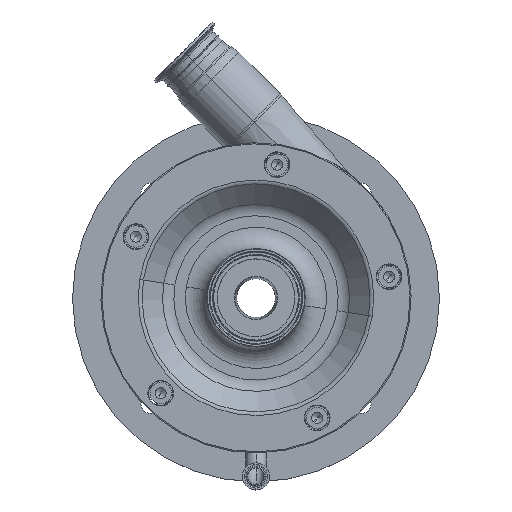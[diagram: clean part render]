
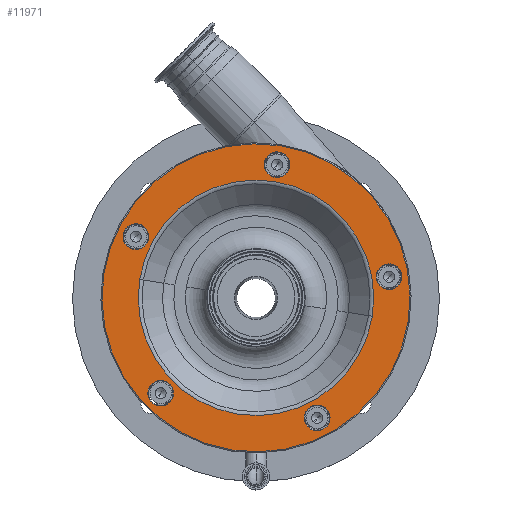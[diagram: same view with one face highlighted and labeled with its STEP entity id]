
A CAD part, top view. The second image highlights one B-rep face of the part: STEP entity #11971.
In plain terms, the highlighted planar face has unit normal (0, 0, 1).
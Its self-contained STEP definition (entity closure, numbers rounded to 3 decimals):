
#104 = VERTEX_POINT ( 'NONE', #7198 ) ;
#213 = DIRECTION ( 'NONE',  ( -0.988, 0.156, 0. ) ) ;
#257 = EDGE_CURVE ( 'NONE', #7174, #8234, #11530, .T. ) ;
#349 = AXIS2_PLACEMENT_3D ( 'NONE', #17052, #5486, #5300 ) ;
#484 = CARTESIAN_POINT ( 'NONE',  ( -89.095, -89.095, 326.5 ) ) ;
#639 = DIRECTION ( 'NONE',  ( 0., 0., 1. ) ) ;
#653 = EDGE_CURVE ( 'NONE', #13485, #15732, #13631, .T. ) ;
#654 = DIRECTION ( 'NONE',  ( 0., 0., 1. ) ) ;
#1134 = EDGE_CURVE ( 'NONE', #15068, #5282, #11246, .T. ) ;
#1158 = DIRECTION ( 'NONE',  ( 0., 0., 1. ) ) ;
#1163 = EDGE_CURVE ( 'NONE', #104, #13555, #8805, .T. ) ;
#1587 = DIRECTION ( 'NONE',  ( 0.988, -0.156, 0. ) ) ;
#1686 = DIRECTION ( 'NONE',  ( 0., 0., 1. ) ) ;
#1837 = AXIS2_PLACEMENT_3D ( 'NONE', #2171, #654, #13285 ) ;
#1987 = CARTESIAN_POINT ( 'NONE',  ( 22.527, 142.227, 326.5 ) ) ;
#2071 = AXIS2_PLACEMENT_3D ( 'NONE', #15274, #11112, #16891 ) ;
#2073 = FACE_BOUND ( 'NONE', #10869, .T. ) ;
#2124 = EDGE_LOOP ( 'NONE', ( #18094, #7971 ) ) ;
#2157 = CARTESIAN_POINT ( 'NONE',  ( 136.301, 17.834, 326.5 ) ) ;
#2171 = CARTESIAN_POINT ( 'NONE',  ( 124.449, 19.711, 326.5 ) ) ;
#2506 = ORIENTED_EDGE ( 'NONE', *, *, #14946, .T. ) ;
#2654 = VERTEX_POINT ( 'NONE', #15546 ) ;
#2819 = CARTESIAN_POINT ( 'NONE',  ( 0., 0., 326.5 ) ) ;
#2913 = DIRECTION ( 'NONE',  ( 0., 0., 1. ) ) ;
#3244 = EDGE_CURVE ( 'NONE', #5282, #15068, #16452, .T. ) ;
#3315 = CIRCLE ( 'NONE', #5461, 12. ) ;
#3815 = DIRECTION ( 'NONE',  ( 0.988, -0.156, 0. ) ) ;
#4062 = EDGE_CURVE ( 'NONE', #13555, #104, #15875, .T. ) ;
#4467 = EDGE_LOOP ( 'NONE', ( #14315, #18249 ) ) ;
#4703 = CARTESIAN_POINT ( 'NONE',  ( 31.563, 122.572, 326.5 ) ) ;
#4724 = EDGE_CURVE ( 'NONE', #11007, #14202, #8571, .T. ) ;
#4831 = FACE_BOUND ( 'NONE', #2124, .T. ) ;
#4868 = AXIS2_PLACEMENT_3D ( 'NONE', #8673, #10394, #5863 ) ;
#4926 = PLANE ( 'NONE',  #7247 ) ;
#4976 = CIRCLE ( 'NONE', #14668, 12. ) ;
#5282 = VERTEX_POINT ( 'NONE', #18436 ) ;
#5295 = CARTESIAN_POINT ( 'NONE',  ( 57.203, -112.267, 326.5 ) ) ;
#5300 = DIRECTION ( 'NONE',  ( 0.988, -0.156, 0. ) ) ;
#5461 = AXIS2_PLACEMENT_3D ( 'NONE', #18590, #18393, #14122 ) ;
#5486 = DIRECTION ( 'NONE',  ( 0., 0., 1. ) ) ;
#5718 = CIRCLE ( 'NONE', #18440, 144. ) ;
#5731 = CIRCLE ( 'NONE', #2071, 12. ) ;
#5818 = EDGE_CURVE ( 'NONE', #2654, #16071, #3315, .T. ) ;
#5863 = DIRECTION ( 'NONE',  ( 0.988, -0.156, 0. ) ) ;
#5887 = CARTESIAN_POINT ( 'NONE',  ( -124.119, 59.08, 326.5 ) ) ;
#6163 = ORIENTED_EDGE ( 'NONE', *, *, #3244, .F. ) ;
#6446 = CARTESIAN_POINT ( 'NONE',  ( -100.948, -87.218, 326.5 ) ) ;
#6786 = AXIS2_PLACEMENT_3D ( 'NONE', #16019, #13273, #10139 ) ;
#6869 = EDGE_CURVE ( 'NONE', #8234, #7174, #14860, .T. ) ;
#7174 = VERTEX_POINT ( 'NONE', #2157 ) ;
#7198 = CARTESIAN_POINT ( 'NONE',  ( 108.716, -17.219, 326.5 ) ) ;
#7247 = AXIS2_PLACEMENT_3D ( 'NONE', #1987, #12129, #213 ) ;
#7337 = AXIS2_PLACEMENT_3D ( 'NONE', #9037, #9131, #9313 ) ;
#7503 = ORIENTED_EDGE ( 'NONE', *, *, #14067, .F. ) ;
#7883 = AXIS2_PLACEMENT_3D ( 'NONE', #13072, #1686, #10204 ) ;
#7935 = VERTEX_POINT ( 'NONE', #6446 ) ;
#7971 = ORIENTED_EDGE ( 'NONE', *, *, #6869, .F. ) ;
#8050 = ORIENTED_EDGE ( 'NONE', *, *, #17746, .F. ) ;
#8099 = CARTESIAN_POINT ( 'NONE',  ( 45.351, -110.39, 326.5 ) ) ;
#8155 = CARTESIAN_POINT ( 'NONE',  ( -89.095, -89.095, 326.5 ) ) ;
#8234 = VERTEX_POINT ( 'NONE', #17165 ) ;
#8527 = EDGE_LOOP ( 'NONE', ( #7503, #17996 ) ) ;
#8568 = DIRECTION ( 'NONE',  ( 0., 0., 1. ) ) ;
#8571 = CIRCLE ( 'NONE', #9782, 12. ) ;
#8673 = CARTESIAN_POINT ( 'NONE',  ( 0., 0., 326.5 ) ) ;
#8805 = CIRCLE ( 'NONE', #4868, 110.071 ) ;
#8875 = CARTESIAN_POINT ( 'NONE',  ( 19.711, 124.449, 326.5 ) ) ;
#9037 = CARTESIAN_POINT ( 'NONE',  ( 57.203, -112.267, 326.5 ) ) ;
#9066 = ORIENTED_EDGE ( 'NONE', *, *, #11641, .F. ) ;
#9131 = DIRECTION ( 'NONE',  ( 0., 0., 1. ) ) ;
#9180 = DIRECTION ( 'NONE',  ( 0.988, -0.156, 0. ) ) ;
#9313 = DIRECTION ( 'NONE',  ( 0.988, -0.156, 0. ) ) ;
#9340 = DIRECTION ( 'NONE',  ( 0.988, -0.156, 0. ) ) ;
#9413 = CARTESIAN_POINT ( 'NONE',  ( -108.716, 17.219, 326.5 ) ) ;
#9566 = ORIENTED_EDGE ( 'NONE', *, *, #1134, .F. ) ;
#9712 = CIRCLE ( 'NONE', #7337, 12. ) ;
#9782 = AXIS2_PLACEMENT_3D ( 'NONE', #5295, #639, #9340 ) ;
#10015 = CARTESIAN_POINT ( 'NONE',  ( 0., 0., 326.5 ) ) ;
#10139 = DIRECTION ( 'NONE',  ( 0.988, -0.156, 0. ) ) ;
#10204 = DIRECTION ( 'NONE',  ( 0.988, -0.156, 0. ) ) ;
#10394 = DIRECTION ( 'NONE',  ( 0., 0., 1. ) ) ;
#10479 = DIRECTION ( 'NONE',  ( 0.988, -0.156, 0. ) ) ;
#10559 = CIRCLE ( 'NONE', #17822, 12. ) ;
#10609 = FACE_BOUND ( 'NONE', #4467, .T. ) ;
#10869 = EDGE_LOOP ( 'NONE', ( #9066, #8050 ) ) ;
#11007 = VERTEX_POINT ( 'NONE', #8099 ) ;
#11112 = DIRECTION ( 'NONE',  ( 0., 0., 1. ) ) ;
#11246 = CIRCLE ( 'NONE', #7883, 12. ) ;
#11491 = CARTESIAN_POINT ( 'NONE',  ( -142.227, 22.527, 326.5 ) ) ;
#11530 = CIRCLE ( 'NONE', #1837, 12. ) ;
#11641 = EDGE_CURVE ( 'NONE', #15642, #7935, #10559, .T. ) ;
#11922 = AXIS2_PLACEMENT_3D ( 'NONE', #8875, #14570, #10479 ) ;
#11956 = FACE_BOUND ( 'NONE', #18746, .T. ) ;
#11971 = ADVANCED_FACE ( 'NONE', ( #4831, #13540, #2073, #13464, #11956, #13203, #10609 ), #4926, .F. ) ;
#12129 = DIRECTION ( 'NONE',  ( 0., 0., -1. ) ) ;
#12838 = EDGE_CURVE ( 'NONE', #16071, #2654, #5731, .T. ) ;
#13072 = CARTESIAN_POINT ( 'NONE',  ( 19.711, 124.449, 326.5 ) ) ;
#13203 = FACE_OUTER_BOUND ( 'NONE', #15933, .T. ) ;
#13273 = DIRECTION ( 'NONE',  ( 0., 0., 1. ) ) ;
#13285 = DIRECTION ( 'NONE',  ( 0.988, -0.156, 0. ) ) ;
#13464 = FACE_BOUND ( 'NONE', #18696, .T. ) ;
#13485 = VERTEX_POINT ( 'NONE', #18466 ) ;
#13540 = FACE_BOUND ( 'NONE', #8527, .T. ) ;
#13555 = VERTEX_POINT ( 'NONE', #9413 ) ;
#13631 = CIRCLE ( 'NONE', #17877, 144. ) ;
#13987 = ORIENTED_EDGE ( 'NONE', *, *, #4062, .F. ) ;
#13990 = ORIENTED_EDGE ( 'NONE', *, *, #653, .T. ) ;
#14067 = EDGE_CURVE ( 'NONE', #14202, #11007, #9712, .T. ) ;
#14122 = DIRECTION ( 'NONE',  ( 0.988, -0.156, 0. ) ) ;
#14202 = VERTEX_POINT ( 'NONE', #14832 ) ;
#14315 = ORIENTED_EDGE ( 'NONE', *, *, #5818, .F. ) ;
#14373 = DIRECTION ( 'NONE',  ( 0.988, -0.156, 0. ) ) ;
#14570 = DIRECTION ( 'NONE',  ( 0., 0., 1. ) ) ;
#14668 = AXIS2_PLACEMENT_3D ( 'NONE', #484, #14707, #9180 ) ;
#14707 = DIRECTION ( 'NONE',  ( 0., 0., 1. ) ) ;
#14832 = CARTESIAN_POINT ( 'NONE',  ( 69.055, -114.144, 326.5 ) ) ;
#14860 = CIRCLE ( 'NONE', #349, 12. ) ;
#14946 = EDGE_CURVE ( 'NONE', #15732, #13485, #5718, .T. ) ;
#15068 = VERTEX_POINT ( 'NONE', #4703 ) ;
#15274 = CARTESIAN_POINT ( 'NONE',  ( -112.267, 57.203, 326.5 ) ) ;
#15546 = CARTESIAN_POINT ( 'NONE',  ( -100.415, 55.326, 326.5 ) ) ;
#15642 = VERTEX_POINT ( 'NONE', #16892 ) ;
#15732 = VERTEX_POINT ( 'NONE', #11491 ) ;
#15875 = CIRCLE ( 'NONE', #6786, 110.071 ) ;
#15933 = EDGE_LOOP ( 'NONE', ( #13990, #2506 ) ) ;
#16019 = CARTESIAN_POINT ( 'NONE',  ( 0., 0., 326.5 ) ) ;
#16071 = VERTEX_POINT ( 'NONE', #5887 ) ;
#16452 = CIRCLE ( 'NONE', #11922, 12. ) ;
#16523 = ORIENTED_EDGE ( 'NONE', *, *, #1163, .F. ) ;
#16891 = DIRECTION ( 'NONE',  ( 0.988, -0.156, 0. ) ) ;
#16892 = CARTESIAN_POINT ( 'NONE',  ( -77.243, -90.973, 326.5 ) ) ;
#17052 = CARTESIAN_POINT ( 'NONE',  ( 124.449, 19.711, 326.5 ) ) ;
#17165 = CARTESIAN_POINT ( 'NONE',  ( 112.596, 21.588, 326.5 ) ) ;
#17746 = EDGE_CURVE ( 'NONE', #7935, #15642, #4976, .T. ) ;
#17822 = AXIS2_PLACEMENT_3D ( 'NONE', #8155, #1158, #3815 ) ;
#17877 = AXIS2_PLACEMENT_3D ( 'NONE', #2819, #8568, #1587 ) ;
#17996 = ORIENTED_EDGE ( 'NONE', *, *, #4724, .F. ) ;
#18094 = ORIENTED_EDGE ( 'NONE', *, *, #257, .F. ) ;
#18249 = ORIENTED_EDGE ( 'NONE', *, *, #12838, .F. ) ;
#18393 = DIRECTION ( 'NONE',  ( 0., 0., 1. ) ) ;
#18436 = CARTESIAN_POINT ( 'NONE',  ( 7.858, 126.326, 326.5 ) ) ;
#18440 = AXIS2_PLACEMENT_3D ( 'NONE', #10015, #2913, #14373 ) ;
#18466 = CARTESIAN_POINT ( 'NONE',  ( 142.227, -22.527, 326.5 ) ) ;
#18590 = CARTESIAN_POINT ( 'NONE',  ( -112.267, 57.203, 326.5 ) ) ;
#18696 = EDGE_LOOP ( 'NONE', ( #9566, #6163 ) ) ;
#18746 = EDGE_LOOP ( 'NONE', ( #16523, #13987 ) ) ;
